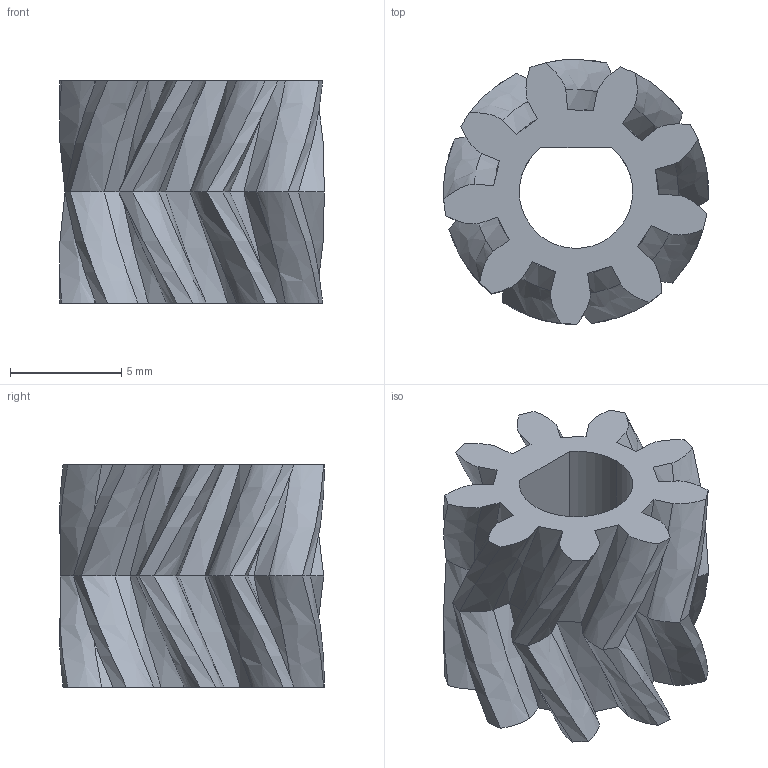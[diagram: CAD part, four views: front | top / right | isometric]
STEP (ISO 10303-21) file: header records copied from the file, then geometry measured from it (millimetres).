
FILE_DESCRIPTION(('FreeCAD Model'),'2;1');
FILE_NAME('SmallGear.step', '2020-11-16T08:45:09',('Author'),(''), 'Open CASCADE STEP processor 7.3','FreeCAD','Unknown');
FILE_SCHEMA(('AUTOMOTIVE_DESIGN { 1 0 10303 214 1 1 1 1 }'));
Length unit declared in the file: millimetre
Products named in the file (1): SmallGear
Bounding box: 11.91 x 11.93 x 10 mm (x, y, z)
Volume: 543.1 mm3; surface area: 912.1 mm2
Topology: 1 solids, 1 shells, 115 faces, 287 edges, 174 vertices
Faces by surface type: bspline 110, cylinder 4, plane 1
Entity records: 10178 total; most frequent: CARTESIAN_POINT 6325, B_SPLINE_CURVE_WITH_KNOTS 854, ORIENTED_EDGE 574, PCURVE 574, DEFINITIONAL_REPRESENTATION 574, EDGE_CURVE 287, SURFACE_CURVE 287, VERTEX_POINT 174
